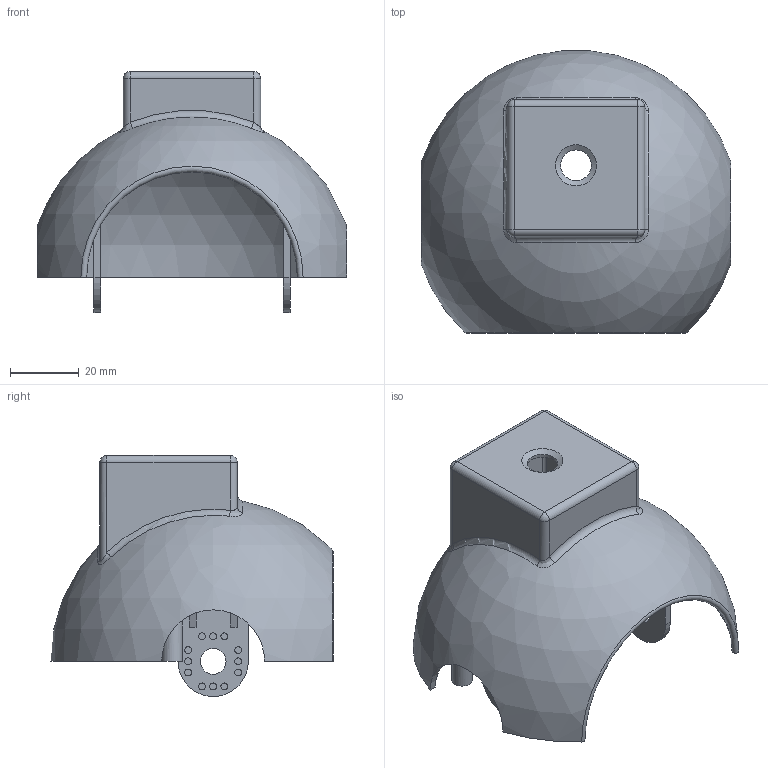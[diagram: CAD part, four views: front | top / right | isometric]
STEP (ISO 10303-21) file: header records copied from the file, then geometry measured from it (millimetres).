
FILE_DESCRIPTION(/* description */ (''),/* implementation_level */ '2;1');
FILE_NAME(/* name */ 'part04.step',/* time_stamp */ '2018-01-18T13:41:09+09:00',/* author */ (''),/* organization */ (''),/* preprocessor_version */ 'ST-DEVELOPER v16.13',/* originating_system */ 'Autodesk Translation Framework v6.5.0.72',/* authorisation */ '');
FILE_SCHEMA (('AUTOMOTIVE_DESIGN { 1 0 10303 214 3 1 1 }'));
Length unit declared in the file: millimetre
Products named in the file (1): Fusion コンポーネント
Bounding box: 90.14 x 82.33 x 70.25 mm (x, y, z)
Volume: 33848.5 mm3; surface area: 34228.6 mm2
Topology: 1 solids, 1 shells, 156 faces, 400 edges, 259 vertices
Faces by surface type: plane 59, cylinder 41, torus 29, bspline 10, sphere 10, cone 7
Full cylindrical faces by diameter (mm): 2 x12, 5 x4, 6 x2, 7.5 x2, 9 x1
Entity records: 6142 total; most frequent: CARTESIAN_POINT 2204, DIRECTION 837, ORIENTED_EDGE 802, EDGE_CURVE 401, AXIS2_PLACEMENT_3D 354, VERTEX_POINT 260, CIRCLE 207, EDGE_LOOP 199
